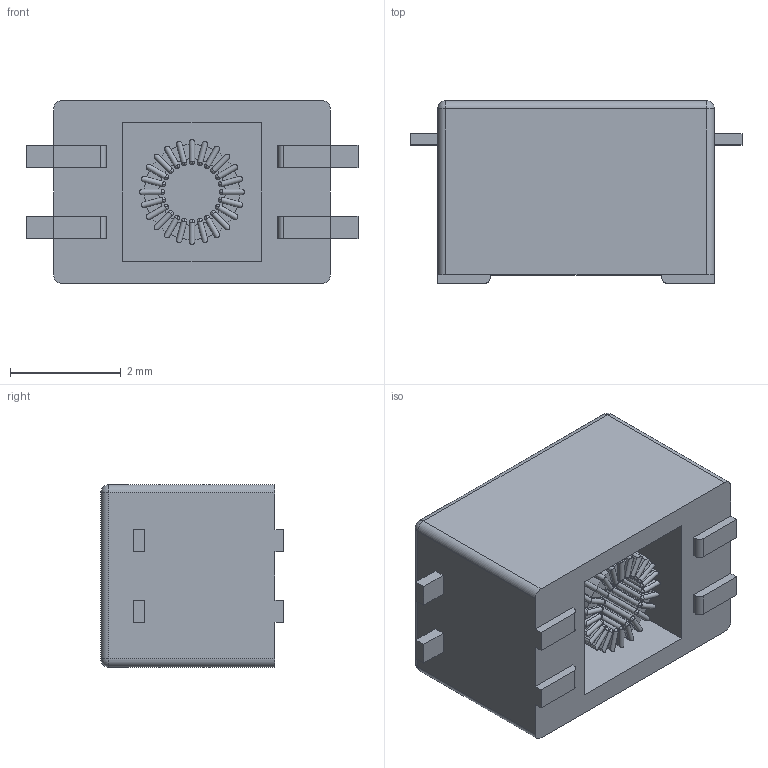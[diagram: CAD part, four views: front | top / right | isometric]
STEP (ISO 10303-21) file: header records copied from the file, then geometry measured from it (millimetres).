
FILE_DESCRIPTION((''),'2;1');
FILE_NAME('DR221','2012-08-01T',('ryans'),('Bourns, Inc.'),'PRO/ENGINEER BY PARAMETRIC TECHNOLOGY CORPORATION, 2010100','PRO/ENGINEER BY PARAMETRIC TECHNOLOGY CORPORATION, 2010100','');
FILE_SCHEMA(('CONFIG_CONTROL_DESIGN'));
Length unit declared in the file: millimetre
Products named in the file (1): DR221
Bounding box: 6 x 3.3 x 3.3 mm (x, y, z)
Volume: 41.2 mm3; surface area: 127.5 mm2
Topology: 2 solids, 2 shells, 351 faces, 828 edges, 532 vertices
Faces by surface type: cylinder 156, plane 143, sphere 52
Entity records: 11070 total; most frequent: CARTESIAN_POINT 2863, DIRECTION 1698, ORIENTED_EDGE 1656, EDGE_CURVE 828, AXIS2_PLACEMENT_3D 591, VERTEX_POINT 532, VECTOR 516, LINE 516
